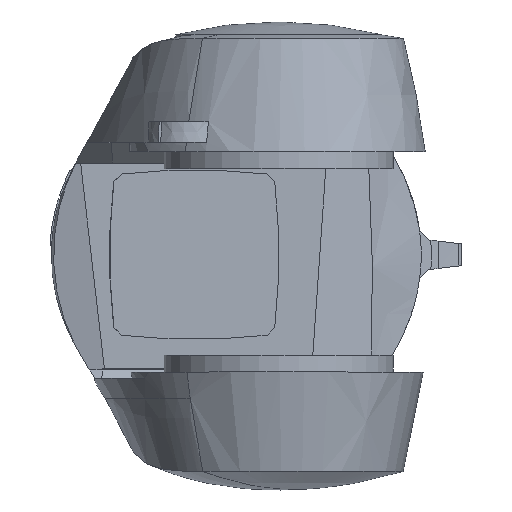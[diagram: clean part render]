
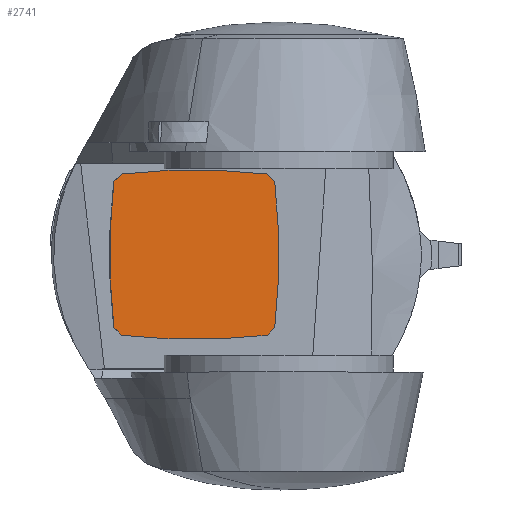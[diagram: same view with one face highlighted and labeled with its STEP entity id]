
A CAD part, top view. The second image highlights one B-rep face of the part: STEP entity #2741.
In plain terms, the highlighted planar face has unit normal (0.07, 0, 0.998).
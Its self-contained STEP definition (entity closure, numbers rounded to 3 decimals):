
#222=LINE('',#11029,#403);
#223=LINE('',#11030,#404);
#224=LINE('',#11031,#405);
#225=LINE('',#11032,#406);
#403=VECTOR('',#3699,1.);
#404=VECTOR('',#3700,1.);
#405=VECTOR('',#3701,1.);
#406=VECTOR('',#3702,1.);
#570=CIRCLE('',#3016,375.);
#571=CIRCLE('',#3018,375.);
#572=CIRCLE('',#3020,375.);
#573=CIRCLE('',#3022,375.);
#704=FACE_OUTER_BOUND('',#868,.T.);
#868=EDGE_LOOP('',(#2276,#2277,#2278,#2279,#2280,#2281,#2282,#2283));
#1203=VERTEX_POINT('',#11005);
#1204=VERTEX_POINT('',#11006);
#1205=VERTEX_POINT('',#11011);
#1206=VERTEX_POINT('',#11012);
#1207=VERTEX_POINT('',#11017);
#1208=VERTEX_POINT('',#11018);
#1209=VERTEX_POINT('',#11023);
#1210=VERTEX_POINT('',#11025);
#1569=EDGE_CURVE('',#1203,#1204,#570,.T.);
#1572=EDGE_CURVE('',#1205,#1206,#571,.T.);
#1575=EDGE_CURVE('',#1207,#1208,#572,.T.);
#1579=EDGE_CURVE('',#1210,#1209,#573,.T.);
#1581=EDGE_CURVE('',#1209,#1203,#222,.T.);
#1582=EDGE_CURVE('',#1204,#1205,#223,.T.);
#1583=EDGE_CURVE('',#1206,#1207,#224,.T.);
#1584=EDGE_CURVE('',#1208,#1210,#225,.T.);
#2276=ORIENTED_EDGE('',*,*,#1579,.T.);
#2277=ORIENTED_EDGE('',*,*,#1581,.T.);
#2278=ORIENTED_EDGE('',*,*,#1569,.T.);
#2279=ORIENTED_EDGE('',*,*,#1582,.T.);
#2280=ORIENTED_EDGE('',*,*,#1572,.T.);
#2281=ORIENTED_EDGE('',*,*,#1583,.T.);
#2282=ORIENTED_EDGE('',*,*,#1575,.T.);
#2283=ORIENTED_EDGE('',*,*,#1584,.T.);
#2451=PLANE('',#3023);
#2741=ADVANCED_FACE('',(#704),#2451,.T.);
#3016=AXIS2_PLACEMENT_3D('',#11007,#3675,#3676);
#3018=AXIS2_PLACEMENT_3D('',#11013,#3681,#3682);
#3020=AXIS2_PLACEMENT_3D('',#11019,#3687,#3688);
#3022=AXIS2_PLACEMENT_3D('',#11026,#3694,#3695);
#3023=AXIS2_PLACEMENT_3D('',#11028,#3697,#3698);
#3675=DIRECTION('center_axis',(0.07,0.,0.998));
#3676=DIRECTION('ref_axis',(0.998,0.,-0.07));
#3681=DIRECTION('center_axis',(0.07,0.,0.998));
#3682=DIRECTION('ref_axis',(0.998,0.,-0.07));
#3687=DIRECTION('center_axis',(0.07,0.,0.998));
#3688=DIRECTION('ref_axis',(0.998,0.,-0.07));
#3694=DIRECTION('center_axis',(0.07,0.,0.998));
#3695=DIRECTION('ref_axis',(0.998,0.,-0.07));
#3697=DIRECTION('center_axis',(0.07,0.,0.998));
#3698=DIRECTION('ref_axis',(0.998,0.,-0.07));
#3699=DIRECTION('',(0.705,0.707,-0.049));
#3700=DIRECTION('',(-0.705,0.707,0.049));
#3701=DIRECTION('',(-0.705,-0.707,0.049));
#3702=DIRECTION('',(0.705,-0.707,-0.049));
#11005=CARTESIAN_POINT('',(22.621,-42.995,293.908));
#11006=CARTESIAN_POINT('',(22.621,42.995,293.908));
#11007=CARTESIAN_POINT('Origin',(-348.999,0.,
319.894));
#11011=CARTESIAN_POINT('',(18.099,47.527,294.224));
#11012=CARTESIAN_POINT('',(-67.681,47.527,300.222));
#11013=CARTESIAN_POINT('Origin',(-24.791,-325.,297.223));
#11017=CARTESIAN_POINT('',(-72.202,42.995,300.538));
#11018=CARTESIAN_POINT('',(-72.202,-42.995,300.538));
#11019=CARTESIAN_POINT('Origin',(299.418,0.,
274.552));
#11023=CARTESIAN_POINT('',(18.099,-47.527,294.224));
#11025=CARTESIAN_POINT('',(-67.681,-47.527,300.222));
#11026=CARTESIAN_POINT('Origin',(-24.791,325.,297.223));
#11028=CARTESIAN_POINT('Origin',(-186.895,-162.5,308.558));
#11029=CARTESIAN_POINT('',(-141.744,-207.761,305.401));
#11030=CARTESIAN_POINT('',(20.36,45.261,294.066));
#11031=CARTESIAN_POINT('',(-232.045,-117.239,311.716));
#11032=CARTESIAN_POINT('',(-69.941,-45.261,300.38));
